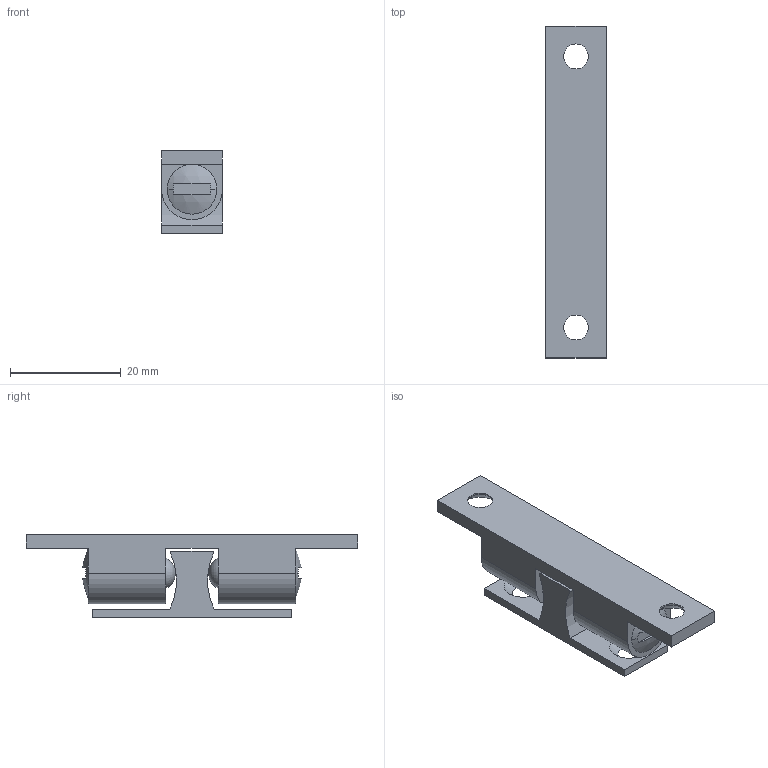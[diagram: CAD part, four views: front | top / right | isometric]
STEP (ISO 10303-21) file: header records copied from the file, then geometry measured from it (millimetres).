
FILE_DESCRIPTION (( 'STEP AP203' ), '1' );
FILE_NAME ('084.519.002.STEP', '2013-01-28T10:35:38', ( 'Alusic' ), ( 'Alusic' ), 'SwSTEP 2.0', 'SolidWorks 2011', '' );
FILE_SCHEMA (( 'CONFIG_CONTROL_DESIGN' ));
Length unit declared in the file: millimetre
Products named in the file (1): 084.519.002
Bounding box: 11 x 60 x 15 mm (x, y, z)
Volume: 5563.3 mm3; surface area: 4130.9 mm2
Topology: 6 solids, 6 shells, 58 faces, 140 edges, 90 vertices
Faces by surface type: plane 30, cylinder 12, cone 8, sphere 4, torus 4
Entity records: 1771 total; most frequent: DIRECTION 318, CARTESIAN_POINT 285, ORIENTED_EDGE 272, EDGE_CURVE 136, AXIS2_PLACEMENT_3D 123, VERTEX_POINT 90, LINE 72, VECTOR 72
